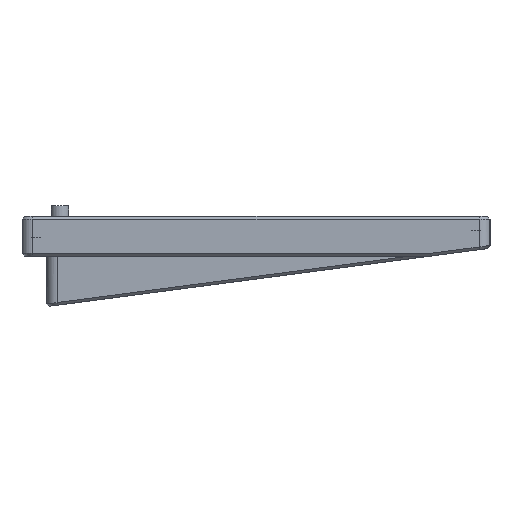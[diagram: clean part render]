
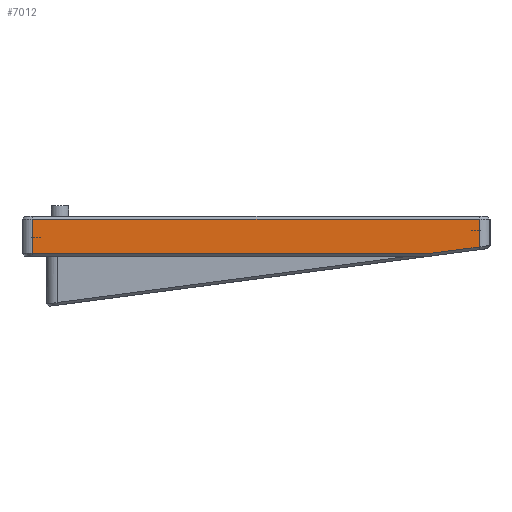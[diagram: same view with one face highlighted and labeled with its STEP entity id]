
A CAD part, left-side view. The second image highlights one B-rep face of the part: STEP entity #7012.
In plain terms, the highlighted planar face has unit normal (-1, 0, 0).
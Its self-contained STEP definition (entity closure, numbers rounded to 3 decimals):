
#369=B_SPLINE_CURVE_WITH_KNOTS('',3,(#12149,#12150,#12151,#12152),
 .UNSPECIFIED.,.F.,.F.,(4,4),(1.538,1.571),
 .UNSPECIFIED.);
#585=PLANE('',#7358);
#905=FACE_OUTER_BOUND('',#1307,.T.);
#1307=EDGE_LOOP('',(#5939,#5940,#5941,#5942,#5943,#5944));
#1784=LINE('',#12038,#2332);
#1797=LINE('',#12071,#2345);
#1807=LINE('',#12181,#2355);
#1808=LINE('',#12185,#2356);
#1809=LINE('',#12186,#2357);
#2332=VECTOR('',#8299,10.);
#2345=VECTOR('',#8332,10.);
#2355=VECTOR('',#8348,10.);
#2356=VECTOR('',#8353,10.);
#2357=VECTOR('',#8354,10.);
#3238=VERTEX_POINT('',#12035);
#3239=VERTEX_POINT('',#12037);
#3249=VERTEX_POINT('',#12066);
#3250=VERTEX_POINT('',#12093);
#3256=VERTEX_POINT('',#12180);
#3257=VERTEX_POINT('',#12184);
#4163=EDGE_CURVE('',#3238,#3239,#1784,.T.);
#4180=EDGE_CURVE('',#3239,#3249,#1797,.T.);
#4189=EDGE_CURVE('',#3250,#3238,#369,.T.);
#4194=EDGE_CURVE('',#3249,#3256,#1807,.T.);
#4196=EDGE_CURVE('',#3257,#3250,#1808,.T.);
#4197=EDGE_CURVE('',#3256,#3257,#1809,.T.);
#5939=ORIENTED_EDGE('',*,*,#4180,.F.);
#5940=ORIENTED_EDGE('',*,*,#4163,.F.);
#5941=ORIENTED_EDGE('',*,*,#4189,.F.);
#5942=ORIENTED_EDGE('',*,*,#4196,.F.);
#5943=ORIENTED_EDGE('',*,*,#4197,.F.);
#5944=ORIENTED_EDGE('',*,*,#4194,.F.);
#7012=ADVANCED_FACE('',(#905),#585,.T.);
#7358=AXIS2_PLACEMENT_3D('',#12183,#8351,#8352);
#8299=DIRECTION('',(0.,0.991,-0.131));
#8332=DIRECTION('',(0.,1.,0.));
#8348=DIRECTION('',(0.,0.,1.));
#8351=DIRECTION('center_axis',(-1.,0.,0.));
#8352=DIRECTION('ref_axis',(0.,1.,0.));
#8353=DIRECTION('',(0.,0.,-1.));
#8354=DIRECTION('',(0.,-1.,0.));
#12035=CARTESIAN_POINT('',(-18.5,-97.102,-3.411));
#12037=CARTESIAN_POINT('',(-18.5,-83.472,-5.206));
#12038=CARTESIAN_POINT('',(-18.5,-100.684,-2.94));
#12066=CARTESIAN_POINT('',(-18.5,29.,-5.206));
#12071=CARTESIAN_POINT('',(-18.5,-37.6,-5.206));
#12093=CARTESIAN_POINT('',(-18.5,-97.2,-3.398));
#12149=CARTESIAN_POINT('Ctrl Pts',(-18.5,-97.2,-3.398));
#12150=CARTESIAN_POINT('Ctrl Pts',(-18.5,-97.167,-3.403));
#12151=CARTESIAN_POINT('Ctrl Pts',(-18.5,-97.135,-3.407));
#12152=CARTESIAN_POINT('Ctrl Pts',(-18.5,-97.102,-3.411));
#12180=CARTESIAN_POINT('',(-18.5,29.,4.49));
#12181=CARTESIAN_POINT('',(-18.5,29.,5.24));
#12183=CARTESIAN_POINT('Origin',(-18.5,-100.2,5.24));
#12184=CARTESIAN_POINT('',(-18.5,-97.2,4.49));
#12185=CARTESIAN_POINT('',(-18.5,-97.2,5.24));
#12186=CARTESIAN_POINT('',(-18.5,-67.15,4.49));
